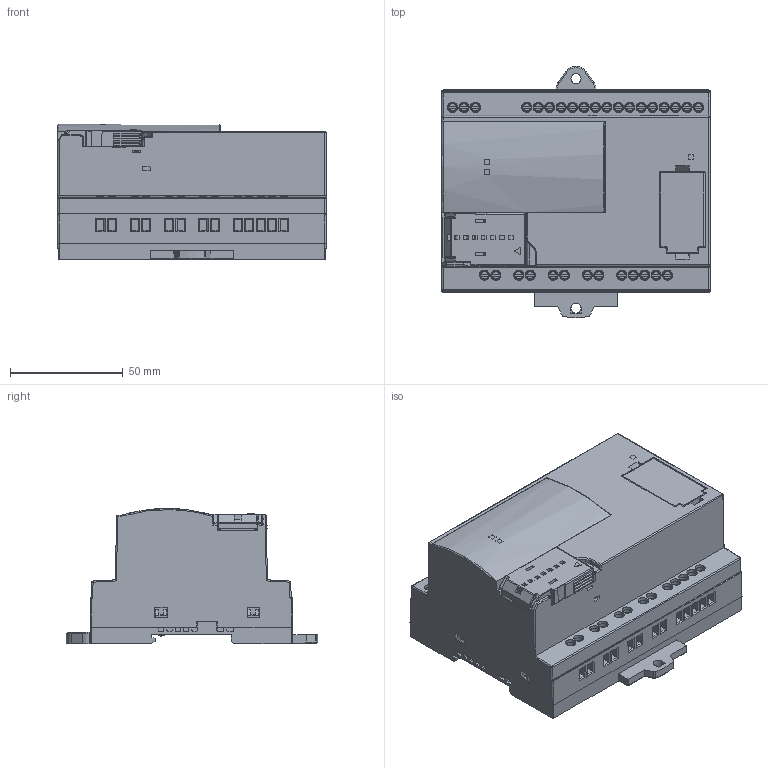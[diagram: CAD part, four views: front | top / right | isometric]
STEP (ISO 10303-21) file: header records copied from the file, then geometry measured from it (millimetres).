
FILE_DESCRIPTION (( 'STEP AP214' ), '1' );
FILE_NAME ('FT1A-B24RA.STEP', '2020-10-12T07:49:42', ( '' ), ( '' ), 'SwSTEP 2.0', 'SolidWorks 2019', '' );
FILE_SCHEMA (( 'AUTOMOTIVE_DESIGN' ));
Length unit declared in the file: millimetre
Products named in the file (6): FT1A-DIN-HOOK; FT1A-OPTION-COVER; FT1A-TURN-HOOK; FT1A-B24RA; FT1A-USB-COVER
Assembly tree (5 placements, depth 2):
  FT1A-B24RA
    FT1A-B24RA
    FT1A-DIN-HOOK
    FT1A-TURN-HOOK
    FT1A-USB-COVER
    FT1A-OPTION-COVER
Bounding box: 119.04 x 111.51 x 60 mm (x, y, z)
Volume: 494099.6 mm3; surface area: 70863.3 mm2
Topology: 5 solids, 5 shells, 2465 faces, 6430 edges, 4095 vertices
Faces by surface type: plane 1386, cylinder 614, bspline 249, sphere 101, cone 101, torus 14
Full cylindrical faces by diameter (mm): 1.2 x3, 1.4 x3, 2 x1, 4.1 x32, 4.479 x32, 4.5 x1, 8 x1
Entity records: 96737 total; most frequent: CARTESIAN_POINT 42067, ORIENTED_EDGE 12292, DIRECTION 9372, EDGE_CURVE 6146, VERTEX_POINT 4054, VECTOR 3474, LINE 3474, AXIS2_PLACEMENT_3D 2949
